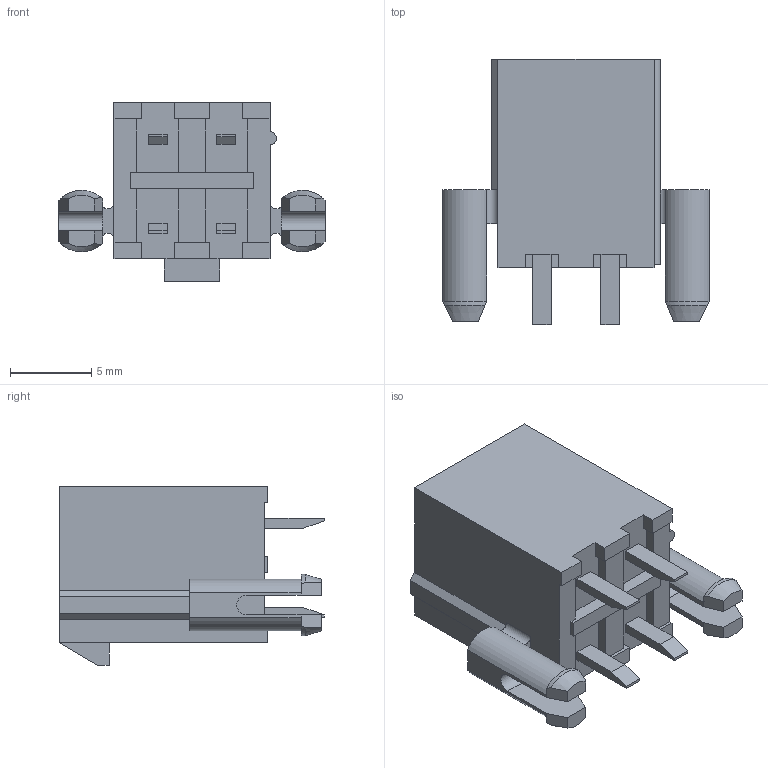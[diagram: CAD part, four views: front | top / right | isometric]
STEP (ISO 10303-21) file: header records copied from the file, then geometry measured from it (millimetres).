
FILE_DESCRIPTION(('STEP AP242'),'1');
FILE_NAME('0039299047.stp','2025-01-30T05:44:51',('TraceParts'),('TraceParts S.A.'),'Spatial InterOp 3D',' ',' ');
FILE_SCHEMA(('AP242_MANAGED_MODEL_BASED_3D_ENGINEERING_MIM_LF {1 0 10303 442 1 1 4}'));
Length unit declared in the file: millimetre
Products named in the file (1): 0039299047_1
Bounding box: 16.38 x 16.3 x 11 mm (x, y, z)
Volume: 831.2 mm3; surface area: 1596.4 mm2
Topology: 1 solids, 1 shells, 175 faces, 480 edges, 334 vertices
Faces by surface type: plane 155, cylinder 16, cone 4
Entity records: 5492 total; most frequent: CARTESIAN_POINT 1011, ORIENTED_EDGE 932, DIRECTION 866, EDGE_CURVE 466, LINE 416, VECTOR 416, VERTEX_POINT 306, AXIS2_PLACEMENT_3D 225
